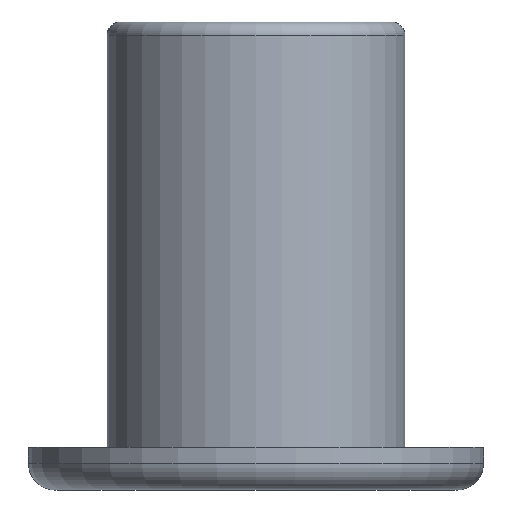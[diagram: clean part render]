
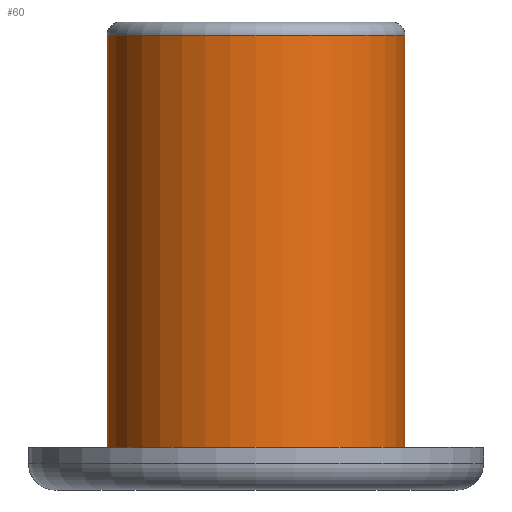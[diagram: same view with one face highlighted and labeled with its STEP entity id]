
A CAD part, front view. The second image highlights one B-rep face of the part: STEP entity #60.
In plain terms, the highlighted cylindrical face has radius 8.89 mm (diameter 17.78 mm), a full revolution.
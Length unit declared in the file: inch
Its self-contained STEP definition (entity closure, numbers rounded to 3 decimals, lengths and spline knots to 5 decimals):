
#60=ADVANCED_FACE('',(#134,#135),#136,.T.);
#82=EDGE_CURVE('',#174,#174,#175,.T.);
#86=EDGE_CURVE('',#180,#180,#181,.T.);
#134=FACE_BOUND('',#220,.T.);
#135=FACE_BOUND('',#221,.T.);
#136=CYLINDRICAL_SURFACE('',#222,0.35);
#174=VERTEX_POINT('',#265);
#175=CIRCLE('',#266,0.35);
#180=VERTEX_POINT('',#273);
#181=CIRCLE('',#274,0.35);
#220=EDGE_LOOP('',(#320));
#221=EDGE_LOOP('',(#321));
#222=AXIS2_PLACEMENT_3D('',#322,#323,#324);
#265=CARTESIAN_POINT('',(0.35,0.0,0.1));
#266=AXIS2_PLACEMENT_3D('',#373,#374,#375);
#273=CARTESIAN_POINT('',(0.35,0.0,1.06875));
#274=AXIS2_PLACEMENT_3D('',#379,#380,#381);
#320=ORIENTED_EDGE('',*,*,#82,.F.);
#321=ORIENTED_EDGE('',*,*,#86,.T.);
#322=CARTESIAN_POINT('',(0.0,0.0,0.0));
#323=DIRECTION('',(0.0,0.0,-1.0));
#324=DIRECTION('',(1.0,0.0,0.0));
#373=CARTESIAN_POINT('',(0.0,0.0,0.1));
#374=DIRECTION('',(0.0,0.0,-1.0));
#375=DIRECTION('',(1.0,0.0,0.0));
#379=CARTESIAN_POINT('',(0.0,0.0,1.06875));
#380=DIRECTION('',(0.0,0.0,-1.0));
#381=DIRECTION('',(1.0,0.0,0.0));
